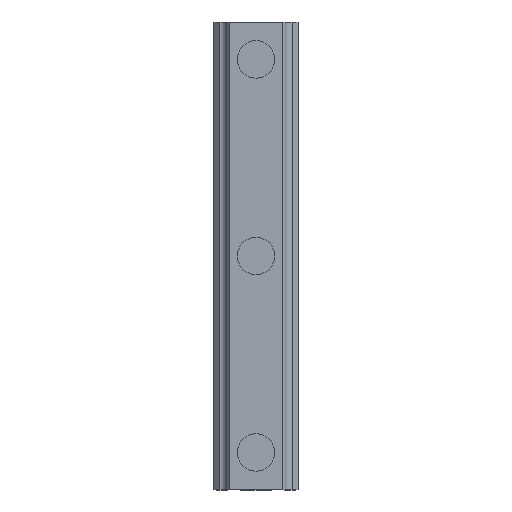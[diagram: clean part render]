
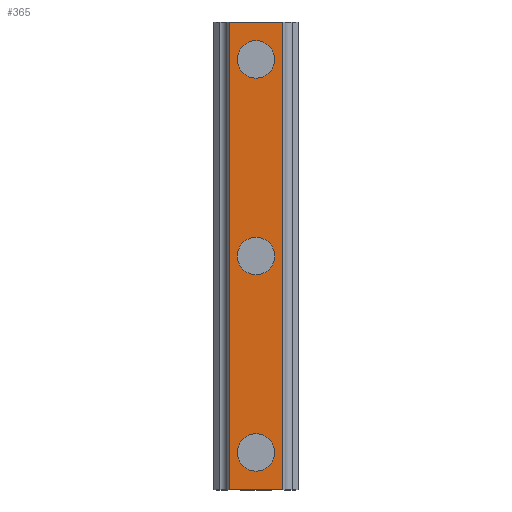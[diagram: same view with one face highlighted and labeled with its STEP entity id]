
A CAD part, top view. The second image highlights one B-rep face of the part: STEP entity #365.
In plain terms, the highlighted planar face has unit normal (0, 0, 1).
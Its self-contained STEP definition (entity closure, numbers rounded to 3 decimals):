
#365=ADVANCED_FACE('',(#749,#750,#751,#752),#753,.T.);
#749=FACE_BOUND('',#1142,.T.);
#750=FACE_BOUND('',#1143,.T.);
#751=FACE_BOUND('',#1144,.T.);
#752=FACE_OUTER_BOUND('',#1145,.T.);
#753=PLANE('',#1146);
#1142=EDGE_LOOP('',(#2211,#2212));
#1143=EDGE_LOOP('',(#2213,#2214));
#1144=EDGE_LOOP('',(#2215,#2216));
#1145=EDGE_LOOP('',(#2217,#2218,#2219,#2220));
#1146=AXIS2_PLACEMENT_3D('',#2221,#2222,#2223);
#2211=ORIENTED_EDGE('',*,*,#2372,.T.);
#2212=ORIENTED_EDGE('',*,*,#2715,.T.);
#2213=ORIENTED_EDGE('',*,*,#2362,.T.);
#2214=ORIENTED_EDGE('',*,*,#2721,.T.);
#2215=ORIENTED_EDGE('',*,*,#2352,.T.);
#2216=ORIENTED_EDGE('',*,*,#2727,.T.);
#2217=ORIENTED_EDGE('',*,*,#2698,.T.);
#2218=ORIENTED_EDGE('',*,*,#2766,.F.);
#2219=ORIENTED_EDGE('',*,*,#2579,.T.);
#2220=ORIENTED_EDGE('',*,*,#2764,.T.);
#2221=CARTESIAN_POINT('',(7.2,250.0,38.));
#2222=DIRECTION('',(0.0,0.0,1.0));
#2223=DIRECTION('',(-1.0,0.0,0.0));
#2352=EDGE_CURVE('',#2810,#2807,#2811,.T.);
#2362=EDGE_CURVE('',#2828,#2825,#2829,.T.);
#2372=EDGE_CURVE('',#2846,#2843,#2847,.T.);
#2579=EDGE_CURVE('',#3160,#3158,#3161,.T.);
#2698=EDGE_CURVE('',#3353,#3351,#3354,.T.);
#2715=EDGE_CURVE('',#2843,#2846,#3385,.T.);
#2721=EDGE_CURVE('',#2825,#2828,#3391,.T.);
#2727=EDGE_CURVE('',#2807,#2810,#3397,.T.);
#2764=EDGE_CURVE('',#3158,#3353,#3434,.T.);
#2766=EDGE_CURVE('',#3160,#3351,#3436,.T.);
#2807=VERTEX_POINT('',#3479);
#2810=VERTEX_POINT('',#3483);
#2811=CIRCLE('',#3484,10.0);
#2825=VERTEX_POINT('',#3501);
#2828=VERTEX_POINT('',#3505);
#2829=CIRCLE('',#3506,10.0);
#2843=VERTEX_POINT('',#3523);
#2846=VERTEX_POINT('',#3527);
#2847=CIRCLE('',#3528,10.0);
#3158=VERTEX_POINT('',#3973);
#3160=VERTEX_POINT('',#3976);
#3161=LINE('',#3977,#3978);
#3351=VERTEX_POINT('',#4257);
#3353=VERTEX_POINT('',#4260);
#3354=LINE('',#4261,#4262);
#3385=CIRCLE('',#4306,10.0);
#3391=CIRCLE('',#4312,10.0);
#3397=CIRCLE('',#4318,10.0);
#3434=LINE('',#4371,#4372);
#3436=LINE('',#4374,#4375);
#3479=CARTESIAN_POINT('',(10.0,20.0,38.));
#3483=CARTESIAN_POINT('',(-10.0,20.0,38.));
#3484=AXIS2_PLACEMENT_3D('',#4429,#4430,#4431);
#3501=CARTESIAN_POINT('',(10.0,125.0,38.));
#3505=CARTESIAN_POINT('',(-10.0,125.0,38.));
#3506=AXIS2_PLACEMENT_3D('',#4445,#4446,#4447);
#3523=CARTESIAN_POINT('',(10.0,230.0,38.));
#3527=CARTESIAN_POINT('',(-10.0,230.0,38.));
#3528=AXIS2_PLACEMENT_3D('',#4461,#4462,#4463);
#3973=CARTESIAN_POINT('',(-14.4,250.0,38.));
#3976=CARTESIAN_POINT('',(14.4,250.0,38.));
#3977=CARTESIAN_POINT('',(14.4,250.0,38.));
#3978=VECTOR('',#4653,1.0);
#4257=CARTESIAN_POINT('',(14.4,0.0,38.));
#4260=CARTESIAN_POINT('',(-14.4,0.0,38.));
#4261=CARTESIAN_POINT('',(0.0,0.0,38.));
#4262=VECTOR('',#4756,1.0);
#4306=AXIS2_PLACEMENT_3D('',#4776,#4777,#4778);
#4312=AXIS2_PLACEMENT_3D('',#4785,#4786,#4787);
#4318=AXIS2_PLACEMENT_3D('',#4794,#4795,#4796);
#4371=CARTESIAN_POINT('',(-14.4,250.0,38.));
#4372=VECTOR('',#4819,1.0);
#4374=CARTESIAN_POINT('',(14.4,250.0,38.));
#4375=VECTOR('',#4820,1.0);
#4429=CARTESIAN_POINT('',(0.0,20.0,38.));
#4430=DIRECTION('',(0.0,0.0,-1.0));
#4431=DIRECTION('',(1.0,0.0,0.0));
#4445=CARTESIAN_POINT('',(0.0,125.0,38.));
#4446=DIRECTION('',(0.0,0.0,-1.0));
#4447=DIRECTION('',(1.0,0.0,0.0));
#4461=CARTESIAN_POINT('',(0.0,230.0,38.));
#4462=DIRECTION('',(0.0,0.0,-1.0));
#4463=DIRECTION('',(1.0,0.0,0.0));
#4653=DIRECTION('',(-1.0,0.0,0.0));
#4756=DIRECTION('',(1.0,0.0,0.0));
#4776=CARTESIAN_POINT('',(0.0,230.0,38.));
#4777=DIRECTION('',(0.0,0.0,-1.0));
#4778=DIRECTION('',(1.0,0.0,0.0));
#4785=CARTESIAN_POINT('',(0.0,125.0,38.));
#4786=DIRECTION('',(0.0,0.0,-1.0));
#4787=DIRECTION('',(1.0,0.0,0.0));
#4794=CARTESIAN_POINT('',(0.0,20.0,38.));
#4795=DIRECTION('',(0.0,0.0,-1.0));
#4796=DIRECTION('',(1.0,0.0,0.0));
#4819=DIRECTION('',(0.0,-1.0,0.0));
#4820=DIRECTION('',(0.0,-1.0,0.0));
